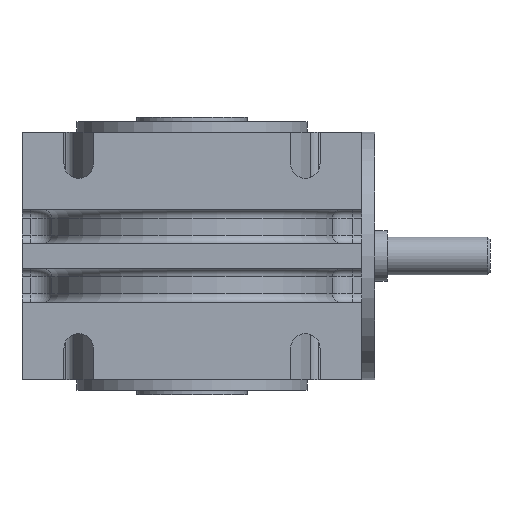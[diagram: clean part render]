
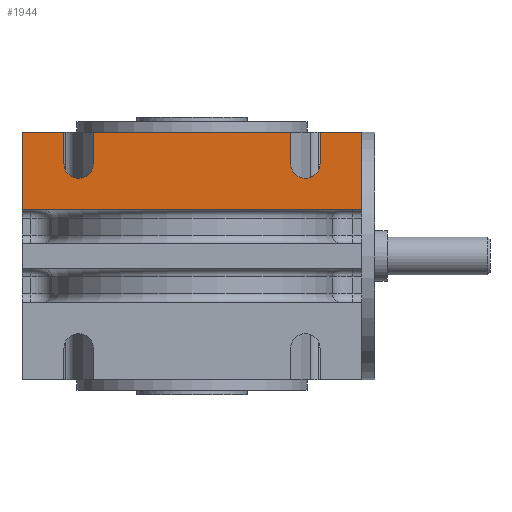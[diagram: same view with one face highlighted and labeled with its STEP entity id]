
A CAD part, front view. The second image highlights one B-rep face of the part: STEP entity #1944.
In plain terms, the highlighted planar face has unit normal (0, -1, 0).
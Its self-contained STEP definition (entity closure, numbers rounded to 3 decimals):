
#178 = AXIS2_PLACEMENT_3D ( 'NONE', #4314, #4315, #4316 ) ;
#179 = CIRCLE ( 'NONE', #178, 3.5 ) ;
#180 = AXIS2_PLACEMENT_3D ( 'NONE', #4326, #4327, #4328 ) ;
#182 = CIRCLE ( 'NONE', #180, 3.5 ) ;
#276 = VERTEX_POINT ( 'NONE', #4233 ) ;
#334 = VERTEX_POINT ( 'NONE', #4291 ) ;
#340 = VERTEX_POINT ( 'NONE', #4297 ) ;
#341 = VERTEX_POINT ( 'NONE', #4298 ) ;
#383 = EDGE_CURVE ( 'NONE', #340, #341, #179, .T. ) ;
#387 = EDGE_CURVE ( 'NONE', #334, #276, #182, .T. ) ;
#615 = VERTEX_POINT ( 'NONE', #4820 ) ;
#616 = VERTEX_POINT ( 'NONE', #4821 ) ;
#620 = VERTEX_POINT ( 'NONE', #4825 ) ;
#621 = VERTEX_POINT ( 'NONE', #4826 ) ;
#626 = VERTEX_POINT ( 'NONE', #4831 ) ;
#628 = VERTEX_POINT ( 'NONE', #4833 ) ;
#630 = VERTEX_POINT ( 'NONE', #4835 ) ;
#636 = VERTEX_POINT ( 'NONE', #4841 ) ;
#645 = VERTEX_POINT ( 'NONE', #4850 ) ;
#650 = VERTEX_POINT ( 'NONE', #4855 ) ;
#1105 = ORIENTED_EDGE ( 'NONE', *, *, #1322, .F. ) ;
#1106 = ORIENTED_EDGE ( 'NONE', *, *, #1323, .F. ) ;
#1107 = ORIENTED_EDGE ( 'NONE', *, *, #1324, .F. ) ;
#1108 = ORIENTED_EDGE ( 'NONE', *, *, #1325, .F. ) ;
#1109 = ORIENTED_EDGE ( 'NONE', *, *, #383, .F. ) ;
#1110 = ORIENTED_EDGE ( 'NONE', *, *, #1326, .F. ) ;
#1111 = ORIENTED_EDGE ( 'NONE', *, *, #1327, .F. ) ;
#1112 = ORIENTED_EDGE ( 'NONE', *, *, #1328, .F. ) ;
#1115 = ORIENTED_EDGE ( 'NONE', *, *, #1310, .T. ) ;
#1116 = ORIENTED_EDGE ( 'NONE', *, *, #1329, .T. ) ;
#1117 = ORIENTED_EDGE ( 'NONE', *, *, #1289, .F. ) ;
#1118 = ORIENTED_EDGE ( 'NONE', *, *, #1330, .F. ) ;
#1119 = ORIENTED_EDGE ( 'NONE', *, *, #1331, .F. ) ;
#1120 = ORIENTED_EDGE ( 'NONE', *, *, #387, .F. ) ;
#1289 = EDGE_CURVE ( 'NONE', #650, #645, #5661, .T. ) ;
#1310 = EDGE_CURVE ( 'NONE', #636, #630, #5724, .T. ) ;
#1322 = EDGE_CURVE ( 'NONE', #626, #334, #5363, .T. ) ;
#1323 = EDGE_CURVE ( 'NONE', #621, #626, #5760, .T. ) ;
#1324 = EDGE_CURVE ( 'NONE', #620, #621, #5759, .T. ) ;
#1325 = EDGE_CURVE ( 'NONE', #341, #620, #5768, .T. ) ;
#1326 = EDGE_CURVE ( 'NONE', #628, #340, #5369, .T. ) ;
#1327 = EDGE_CURVE ( 'NONE', #616, #628, #5772, .T. ) ;
#1328 = EDGE_CURVE ( 'NONE', #636, #616, #5771, .T. ) ;
#1329 = EDGE_CURVE ( 'NONE', #630, #645, #5779, .T. ) ;
#1330 = EDGE_CURVE ( 'NONE', #615, #650, #5782, .T. ) ;
#1331 = EDGE_CURVE ( 'NONE', #276, #615, #5785, .T. ) ;
#1944 = ADVANCED_FACE ( 'NONE', ( #7045 ), #7046, .F. ) ;
#4022 = EDGE_LOOP ( 'NONE', ( #1105, #1106, #1107, #1108, #1109, #1110, #1111, #1112, #1115, #1116, #1117, #1118, #1119, #1120 ) ) ;
#4233 = CARTESIAN_POINT ( 'NONE',  ( 30.5, 0.017, 22. ) ) ;
#4291 = CARTESIAN_POINT ( 'NONE',  ( 27., 0.017, 18.5 ) ) ;
#4297 = CARTESIAN_POINT ( 'NONE',  ( -27., 0.017, 18.5 ) ) ;
#4298 = CARTESIAN_POINT ( 'NONE',  ( -23.5, 0.017, 22. ) ) ;
#4314 = CARTESIAN_POINT ( 'NONE',  ( -27., 0.017, 22. ) ) ;
#4315 = DIRECTION ( 'NONE',  ( 0., -1., 0. ) ) ;
#4316 = DIRECTION ( 'NONE',  ( 0., 0., -1. ) ) ;
#4326 = CARTESIAN_POINT ( 'NONE',  ( 27., 0.017, 22. ) ) ;
#4327 = DIRECTION ( 'NONE',  ( 0., -1., 0. ) ) ;
#4328 = DIRECTION ( 'NONE',  ( 0., 0., 1. ) ) ;
#4820 = CARTESIAN_POINT ( 'NONE',  ( 30.5, 0.017, 29.5 ) ) ;
#4821 = CARTESIAN_POINT ( 'NONE',  ( -30.5, 0.017, 29.5 ) ) ;
#4825 = CARTESIAN_POINT ( 'NONE',  ( -23.5, 0.017, 29.5 ) ) ;
#4826 = CARTESIAN_POINT ( 'NONE',  ( 23.5, 0.017, 29.5 ) ) ;
#4831 = CARTESIAN_POINT ( 'NONE',  ( 23.5, 0.017, 22. ) ) ;
#4833 = CARTESIAN_POINT ( 'NONE',  ( -30.5, 0.017, 22. ) ) ;
#4835 = CARTESIAN_POINT ( 'NONE',  ( -40.5, 0.017, 11. ) ) ;
#4841 = CARTESIAN_POINT ( 'NONE',  ( -40.5, 0.017, 29.5 ) ) ;
#4850 = CARTESIAN_POINT ( 'NONE',  ( 40.5, 0.017, 11. ) ) ;
#4855 = CARTESIAN_POINT ( 'NONE',  ( 40.5, 0.017, 29.5 ) ) ;
#5318 = VECTOR ( 'NONE', #5663, 1000. ) ;
#5349 = VECTOR ( 'NONE', #5727, 1000. ) ;
#5361 = VECTOR ( 'NONE', #5765, 1000. ) ;
#5363 = CIRCLE ( 'NONE', #5366, 3.5 ) ;
#5365 = VECTOR ( 'NONE', #5767, 1000. ) ;
#5366 = AXIS2_PLACEMENT_3D ( 'NONE', #5761, #5762, #5763 ) ;
#5367 = VECTOR ( 'NONE', #5776, 1000. ) ;
#5368 = VECTOR ( 'NONE', #5770, 1000. ) ;
#5369 = CIRCLE ( 'NONE', #5371, 3.5 ) ;
#5370 = VECTOR ( 'NONE', #5778, 1000. ) ;
#5371 = AXIS2_PLACEMENT_3D ( 'NONE', #5773, #5774, #5775 ) ;
#5373 = VECTOR ( 'NONE', #5781, 1000. ) ;
#5374 = VECTOR ( 'NONE', #5784, 1000. ) ;
#5375 = VECTOR ( 'NONE', #5787, 1000. ) ;
#5661 = LINE ( 'NONE', #5662, #5318 ) ;
#5662 = CARTESIAN_POINT ( 'NONE',  ( 40.5, 0.017, 29.5 ) ) ;
#5663 = DIRECTION ( 'NONE',  ( 0., 0., -1. ) ) ;
#5724 = LINE ( 'NONE', #5726, #5349 ) ;
#5726 = CARTESIAN_POINT ( 'NONE',  ( -40.5, 0.017, 29.5 ) ) ;
#5727 = DIRECTION ( 'NONE',  ( 0., 0., -1. ) ) ;
#5755 = CARTESIAN_POINT ( 'NONE',  ( 23.5, 0.017, 22. ) ) ;
#5759 = LINE ( 'NONE', #5766, #5365 ) ;
#5760 = LINE ( 'NONE', #5755, #5361 ) ;
#5761 = CARTESIAN_POINT ( 'NONE',  ( 27., 0.017, 22. ) ) ;
#5762 = DIRECTION ( 'NONE',  ( 0., -1., 0. ) ) ;
#5763 = DIRECTION ( 'NONE',  ( 0., 0., 1. ) ) ;
#5764 = CARTESIAN_POINT ( 'NONE',  ( -30.5, 0.017, 22. ) ) ;
#5765 = DIRECTION ( 'NONE',  ( 0., 0., -1. ) ) ;
#5766 = CARTESIAN_POINT ( 'NONE',  ( 40.5, 0.017, 29.5 ) ) ;
#5767 = DIRECTION ( 'NONE',  ( 1., 0., 0. ) ) ;
#5768 = LINE ( 'NONE', #5769, #5368 ) ;
#5769 = CARTESIAN_POINT ( 'NONE',  ( -23.5, 0.017, 22. ) ) ;
#5770 = DIRECTION ( 'NONE',  ( 0., 0., 1. ) ) ;
#5771 = LINE ( 'NONE', #5777, #5370 ) ;
#5772 = LINE ( 'NONE', #5764, #5367 ) ;
#5773 = CARTESIAN_POINT ( 'NONE',  ( -27., 0.017, 22. ) ) ;
#5774 = DIRECTION ( 'NONE',  ( 0., -1., 0. ) ) ;
#5775 = DIRECTION ( 'NONE',  ( 0., 0., -1. ) ) ;
#5776 = DIRECTION ( 'NONE',  ( 0., 0., -1. ) ) ;
#5777 = CARTESIAN_POINT ( 'NONE',  ( 40.5, 0.017, 29.5 ) ) ;
#5778 = DIRECTION ( 'NONE',  ( 1., 0., 0. ) ) ;
#5779 = LINE ( 'NONE', #5780, #5373 ) ;
#5780 = CARTESIAN_POINT ( 'NONE',  ( -40.5, 0.017, 11. ) ) ;
#5781 = DIRECTION ( 'NONE',  ( 1., 0., 0. ) ) ;
#5782 = LINE ( 'NONE', #5783, #5374 ) ;
#5783 = CARTESIAN_POINT ( 'NONE',  ( 40.5, 0.017, 29.5 ) ) ;
#5784 = DIRECTION ( 'NONE',  ( 1., 0., 0. ) ) ;
#5785 = LINE ( 'NONE', #5786, #5375 ) ;
#5786 = CARTESIAN_POINT ( 'NONE',  ( 30.5, 0.017, 22. ) ) ;
#5787 = DIRECTION ( 'NONE',  ( 0., 0., 1. ) ) ;
#7037 = CARTESIAN_POINT ( 'NONE',  ( 40.5, 0.017, 29.5 ) ) ;
#7045 = FACE_OUTER_BOUND ( 'NONE', #4022, .T. ) ;
#7046 = PLANE ( 'NONE',  #7228 ) ;
#7048 = DIRECTION ( 'NONE',  ( 0., 1., 0. ) ) ;
#7049 = DIRECTION ( 'NONE',  ( 0., 0., 1. ) ) ;
#7228 = AXIS2_PLACEMENT_3D ( 'NONE', #7037, #7048, #7049 ) ;
